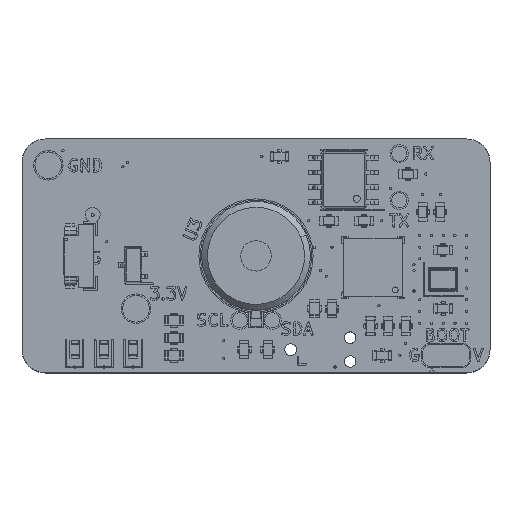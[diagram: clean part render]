
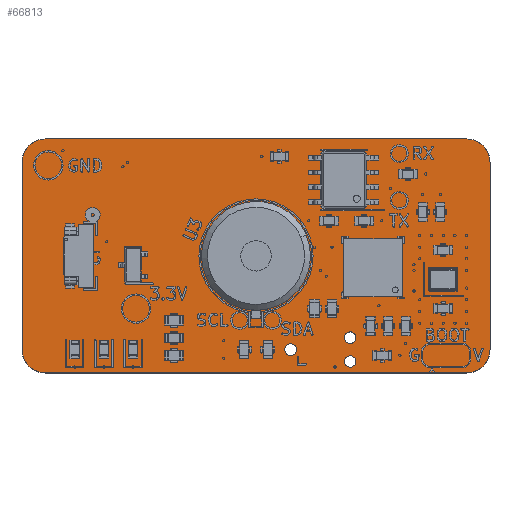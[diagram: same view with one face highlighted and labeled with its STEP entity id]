
A CAD part, top view. The second image highlights one B-rep face of the part: STEP entity #66813.
In plain terms, the highlighted planar face has unit normal (0, 0, 1).
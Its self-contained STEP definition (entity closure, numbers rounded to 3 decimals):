
#66813 = ADVANCED_FACE('',(#66814,#66948,#66959,#66970,#66981,#66992,
    #67003,#67014),#67025,.T.);
#66814 = FACE_BOUND('',#66815,.F.);
#66815 = EDGE_LOOP('',(#66816,#66827,#66835,#66843,#66851,#66860,#66868,
    #66876,#66884,#66893,#66901,#66909,#66917,#66926,#66934,#66942));
#66816 = ORIENTED_EDGE('',*,*,#66817,.T.);
#66817 = EDGE_CURVE('',#66818,#66820,#66822,.T.);
#66818 = VERTEX_POINT('',#66819);
#66819 = CARTESIAN_POINT('',(-19.997,8.143,1.56));
#66820 = VERTEX_POINT('',#66821);
#66821 = CARTESIAN_POINT('',(-18.143,9.997,1.56));
#66822 = CIRCLE('',#66823,2.003);
#66823 = AXIS2_PLACEMENT_3D('',#66824,#66825,#66826);
#66824 = CARTESIAN_POINT('',(-18.,8.,1.56));
#66825 = DIRECTION('',(0.,0.,-1.));
#66826 = DIRECTION('',(-0.997,0.071,0.));
#66827 = ORIENTED_EDGE('',*,*,#66828,.T.);
#66828 = EDGE_CURVE('',#66820,#66829,#66831,.T.);
#66829 = VERTEX_POINT('',#66830);
#66830 = CARTESIAN_POINT('',(-18.,10.,1.56));
#66831 = LINE('',#66832,#66833);
#66832 = CARTESIAN_POINT('',(-18.143,9.997,1.56));
#66833 = VECTOR('',#66834,1.);
#66834 = DIRECTION('',(1.,0.018,0.));
#66835 = ORIENTED_EDGE('',*,*,#66836,.T.);
#66836 = EDGE_CURVE('',#66829,#66837,#66839,.T.);
#66837 = VERTEX_POINT('',#66838);
#66838 = CARTESIAN_POINT('',(18.,10.,1.56));
#66839 = LINE('',#66840,#66841);
#66840 = CARTESIAN_POINT('',(-18.,10.,1.56));
#66841 = VECTOR('',#66842,1.);
#66842 = DIRECTION('',(1.,0.,0.));
#66843 = ORIENTED_EDGE('',*,*,#66844,.T.);
#66844 = EDGE_CURVE('',#66837,#66845,#66847,.T.);
#66845 = VERTEX_POINT('',#66846);
#66846 = CARTESIAN_POINT('',(18.143,9.997,1.56));
#66847 = LINE('',#66848,#66849);
#66848 = CARTESIAN_POINT('',(18.,10.,1.56));
#66849 = VECTOR('',#66850,1.);
#66850 = DIRECTION('',(1.,-0.018,0.));
#66851 = ORIENTED_EDGE('',*,*,#66852,.T.);
#66852 = EDGE_CURVE('',#66845,#66853,#66855,.T.);
#66853 = VERTEX_POINT('',#66854);
#66854 = CARTESIAN_POINT('',(19.997,8.143,1.56));
#66855 = CIRCLE('',#66856,2.003);
#66856 = AXIS2_PLACEMENT_3D('',#66857,#66858,#66859);
#66857 = CARTESIAN_POINT('',(18.,8.,1.56));
#66858 = DIRECTION('',(0.,0.,-1.));
#66859 = DIRECTION('',(0.071,0.997,0.));
#66860 = ORIENTED_EDGE('',*,*,#66861,.T.);
#66861 = EDGE_CURVE('',#66853,#66862,#66864,.T.);
#66862 = VERTEX_POINT('',#66863);
#66863 = CARTESIAN_POINT('',(20.,8.,1.56));
#66864 = LINE('',#66865,#66866);
#66865 = CARTESIAN_POINT('',(19.997,8.143,1.56));
#66866 = VECTOR('',#66867,1.);
#66867 = DIRECTION('',(0.018,-1.,0.));
#66868 = ORIENTED_EDGE('',*,*,#66869,.T.);
#66869 = EDGE_CURVE('',#66862,#66870,#66872,.T.);
#66870 = VERTEX_POINT('',#66871);
#66871 = CARTESIAN_POINT('',(20.,-8.,1.56));
#66872 = LINE('',#66873,#66874);
#66873 = CARTESIAN_POINT('',(20.,8.,1.56));
#66874 = VECTOR('',#66875,1.);
#66875 = DIRECTION('',(0.,-1.,0.));
#66876 = ORIENTED_EDGE('',*,*,#66877,.T.);
#66877 = EDGE_CURVE('',#66870,#66878,#66880,.T.);
#66878 = VERTEX_POINT('',#66879);
#66879 = CARTESIAN_POINT('',(19.997,-8.143,1.56));
#66880 = LINE('',#66881,#66882);
#66881 = CARTESIAN_POINT('',(20.,-8.,1.56));
#66882 = VECTOR('',#66883,1.);
#66883 = DIRECTION('',(-0.018,-1.,0.));
#66884 = ORIENTED_EDGE('',*,*,#66885,.T.);
#66885 = EDGE_CURVE('',#66878,#66886,#66888,.T.);
#66886 = VERTEX_POINT('',#66887);
#66887 = CARTESIAN_POINT('',(18.143,-9.997,1.56));
#66888 = CIRCLE('',#66889,2.003);
#66889 = AXIS2_PLACEMENT_3D('',#66890,#66891,#66892);
#66890 = CARTESIAN_POINT('',(18.,-8.,1.56));
#66891 = DIRECTION('',(0.,0.,-1.));
#66892 = DIRECTION('',(0.997,-0.071,0.));
#66893 = ORIENTED_EDGE('',*,*,#66894,.T.);
#66894 = EDGE_CURVE('',#66886,#66895,#66897,.T.);
#66895 = VERTEX_POINT('',#66896);
#66896 = CARTESIAN_POINT('',(18.,-10.,1.56));
#66897 = LINE('',#66898,#66899);
#66898 = CARTESIAN_POINT('',(18.143,-9.997,1.56));
#66899 = VECTOR('',#66900,1.);
#66900 = DIRECTION('',(-1.,-0.018,0.));
#66901 = ORIENTED_EDGE('',*,*,#66902,.T.);
#66902 = EDGE_CURVE('',#66895,#66903,#66905,.T.);
#66903 = VERTEX_POINT('',#66904);
#66904 = CARTESIAN_POINT('',(-18.,-10.,1.56));
#66905 = LINE('',#66906,#66907);
#66906 = CARTESIAN_POINT('',(18.,-10.,1.56));
#66907 = VECTOR('',#66908,1.);
#66908 = DIRECTION('',(-1.,0.,0.));
#66909 = ORIENTED_EDGE('',*,*,#66910,.T.);
#66910 = EDGE_CURVE('',#66903,#66911,#66913,.T.);
#66911 = VERTEX_POINT('',#66912);
#66912 = CARTESIAN_POINT('',(-18.143,-9.997,1.56));
#66913 = LINE('',#66914,#66915);
#66914 = CARTESIAN_POINT('',(-18.,-10.,1.56));
#66915 = VECTOR('',#66916,1.);
#66916 = DIRECTION('',(-1.,0.018,0.));
#66917 = ORIENTED_EDGE('',*,*,#66918,.T.);
#66918 = EDGE_CURVE('',#66911,#66919,#66921,.T.);
#66919 = VERTEX_POINT('',#66920);
#66920 = CARTESIAN_POINT('',(-19.997,-8.143,1.56));
#66921 = CIRCLE('',#66922,2.003);
#66922 = AXIS2_PLACEMENT_3D('',#66923,#66924,#66925);
#66923 = CARTESIAN_POINT('',(-18.,-8.,1.56));
#66924 = DIRECTION('',(0.,0.,-1.));
#66925 = DIRECTION('',(-0.071,-0.997,-0.));
#66926 = ORIENTED_EDGE('',*,*,#66927,.T.);
#66927 = EDGE_CURVE('',#66919,#66928,#66930,.T.);
#66928 = VERTEX_POINT('',#66929);
#66929 = CARTESIAN_POINT('',(-20.,-8.,1.56));
#66930 = LINE('',#66931,#66932);
#66931 = CARTESIAN_POINT('',(-19.997,-8.143,1.56));
#66932 = VECTOR('',#66933,1.);
#66933 = DIRECTION('',(-0.018,1.,0.));
#66934 = ORIENTED_EDGE('',*,*,#66935,.T.);
#66935 = EDGE_CURVE('',#66928,#66936,#66938,.T.);
#66936 = VERTEX_POINT('',#66937);
#66937 = CARTESIAN_POINT('',(-20.,8.,1.56));
#66938 = LINE('',#66939,#66940);
#66939 = CARTESIAN_POINT('',(-20.,-8.,1.56));
#66940 = VECTOR('',#66941,1.);
#66941 = DIRECTION('',(0.,1.,0.));
#66942 = ORIENTED_EDGE('',*,*,#66943,.T.);
#66943 = EDGE_CURVE('',#66936,#66818,#66944,.T.);
#66944 = LINE('',#66945,#66946);
#66945 = CARTESIAN_POINT('',(-20.,8.,1.56));
#66946 = VECTOR('',#66947,1.);
#66947 = DIRECTION('',(0.018,1.,0.));
#66948 = FACE_BOUND('',#66949,.F.);
#66949 = EDGE_LOOP('',(#66950));
#66950 = ORIENTED_EDGE('',*,*,#66951,.T.);
#66951 = EDGE_CURVE('',#66952,#66952,#66954,.T.);
#66952 = VERTEX_POINT('',#66953);
#66953 = CARTESIAN_POINT('',(8.535,-9.016,1.56));
#66954 = CIRCLE('',#66955,0.495);
#66955 = AXIS2_PLACEMENT_3D('',#66956,#66957,#66958);
#66956 = CARTESIAN_POINT('',(8.04,-9.016,1.56));
#66957 = DIRECTION('',(0.,0.,1.));
#66958 = DIRECTION('',(1.,0.,-0.));
#66959 = FACE_BOUND('',#66960,.F.);
#66960 = EDGE_LOOP('',(#66961));
#66961 = ORIENTED_EDGE('',*,*,#66962,.T.);
#66962 = EDGE_CURVE('',#66963,#66963,#66965,.T.);
#66963 = VERTEX_POINT('',#66964);
#66964 = CARTESIAN_POINT('',(3.455,-8.,1.56));
#66965 = CIRCLE('',#66966,0.495);
#66966 = AXIS2_PLACEMENT_3D('',#66967,#66968,#66969);
#66967 = CARTESIAN_POINT('',(2.96,-8.,1.56));
#66968 = DIRECTION('',(0.,0.,1.));
#66969 = DIRECTION('',(1.,0.,-0.));
#66970 = FACE_BOUND('',#66971,.F.);
#66971 = EDGE_LOOP('',(#66972));
#66972 = ORIENTED_EDGE('',*,*,#66973,.T.);
#66973 = EDGE_CURVE('',#66974,#66974,#66976,.T.);
#66974 = VERTEX_POINT('',#66975);
#66975 = CARTESIAN_POINT('',(8.535,-6.984,1.56));
#66976 = CIRCLE('',#66977,0.495);
#66977 = AXIS2_PLACEMENT_3D('',#66978,#66979,#66980);
#66978 = CARTESIAN_POINT('',(8.04,-6.984,1.56));
#66979 = DIRECTION('',(0.,0.,1.));
#66980 = DIRECTION('',(1.,0.,-0.));
#66981 = FACE_BOUND('',#66982,.F.);
#66982 = EDGE_LOOP('',(#66983));
#66983 = ORIENTED_EDGE('',*,*,#66984,.T.);
#66984 = EDGE_CURVE('',#66985,#66985,#66987,.T.);
#66985 = VERTEX_POINT('',#66986);
#66986 = CARTESIAN_POINT('',(-0.767,-2.698,1.56));
#66987 = CIRCLE('',#66988,0.35);
#66988 = AXIS2_PLACEMENT_3D('',#66989,#66990,#66991);
#66989 = CARTESIAN_POINT('',(-1.117,-2.698,1.56));
#66990 = DIRECTION('',(0.,0.,1.));
#66991 = DIRECTION('',(1.,0.,-0.));
#66992 = FACE_BOUND('',#66993,.F.);
#66993 = EDGE_LOOP('',(#66994));
#66994 = ORIENTED_EDGE('',*,*,#66995,.T.);
#66995 = EDGE_CURVE('',#66996,#66996,#66998,.T.);
#66996 = VERTEX_POINT('',#66997);
#66997 = CARTESIAN_POINT('',(1.467,-2.698,1.56));
#66998 = CIRCLE('',#66999,0.35);
#66999 = AXIS2_PLACEMENT_3D('',#67000,#67001,#67002);
#67000 = CARTESIAN_POINT('',(1.117,-2.698,1.56));
#67001 = DIRECTION('',(0.,0.,1.));
#67002 = DIRECTION('',(1.,0.,-0.));
#67003 = FACE_BOUND('',#67004,.F.);
#67004 = EDGE_LOOP('',(#67005));
#67005 = ORIENTED_EDGE('',*,*,#67006,.T.);
#67006 = EDGE_CURVE('',#67007,#67007,#67009,.T.);
#67007 = VERTEX_POINT('',#67008);
#67008 = CARTESIAN_POINT('',(-0.767,2.698,1.56));
#67009 = CIRCLE('',#67010,0.35);
#67010 = AXIS2_PLACEMENT_3D('',#67011,#67012,#67013);
#67011 = CARTESIAN_POINT('',(-1.117,2.698,1.56));
#67012 = DIRECTION('',(0.,0.,1.));
#67013 = DIRECTION('',(1.,0.,-0.));
#67014 = FACE_BOUND('',#67015,.F.);
#67015 = EDGE_LOOP('',(#67016));
#67016 = ORIENTED_EDGE('',*,*,#67017,.T.);
#67017 = EDGE_CURVE('',#67018,#67018,#67020,.T.);
#67018 = VERTEX_POINT('',#67019);
#67019 = CARTESIAN_POINT('',(1.467,2.698,1.56));
#67020 = CIRCLE('',#67021,0.35);
#67021 = AXIS2_PLACEMENT_3D('',#67022,#67023,#67024);
#67022 = CARTESIAN_POINT('',(1.117,2.698,1.56));
#67023 = DIRECTION('',(0.,0.,1.));
#67024 = DIRECTION('',(1.,0.,-0.));
#67025 = PLANE('',#67026);
#67026 = AXIS2_PLACEMENT_3D('',#67027,#67028,#67029);
#67027 = CARTESIAN_POINT('',(0.,0.,1.56));
#67028 = DIRECTION('',(0.,0.,1.));
#67029 = DIRECTION('',(1.,0.,-0.));
